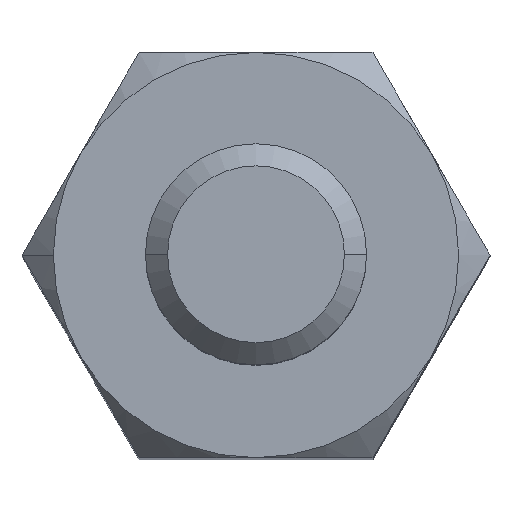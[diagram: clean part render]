
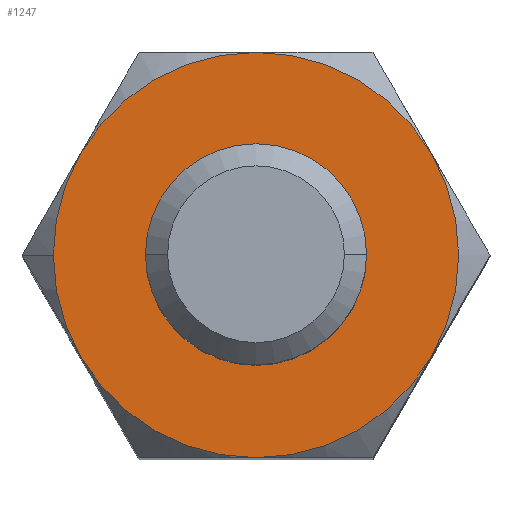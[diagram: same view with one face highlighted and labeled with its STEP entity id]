
A CAD part, top view. The second image highlights one B-rep face of the part: STEP entity #1247.
In plain terms, the highlighted planar face has unit normal (0, 0, 1).
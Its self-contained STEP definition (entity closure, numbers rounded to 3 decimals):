
#28 = EDGE_CURVE ( 'NONE', #82, #412, #49, .T. ) ;
#49 = CIRCLE ( 'NONE', #1107, 2.75 ) ;
#64 = CIRCLE ( 'NONE', #836, 2.75 ) ;
#70 = EDGE_CURVE ( 'NONE', #454, #82, #1219, .T. ) ;
#82 = VERTEX_POINT ( 'NONE', #602 ) ;
#103 = EDGE_CURVE ( 'NONE', #234, #454, #1126, .T. ) ;
#112 = DIRECTION ( 'NONE',  ( -1., 0., 0. ) ) ;
#138 = AXIS2_PLACEMENT_3D ( 'NONE', #649, #1080, #1072 ) ;
#143 = CARTESIAN_POINT ( 'NONE',  ( -2.382, 1.375, 0. ) ) ;
#151 = DIRECTION ( 'NONE',  ( -1., 0., 0. ) ) ;
#160 = ORIENTED_EDGE ( 'NONE', *, *, #354, .T. ) ;
#161 = DIRECTION ( 'NONE',  ( -1., 0., 0. ) ) ;
#216 = CARTESIAN_POINT ( 'NONE',  ( -1.3, 0., 0. ) ) ;
#219 = ORIENTED_EDGE ( 'NONE', *, *, #721, .T. ) ;
#234 = VERTEX_POINT ( 'NONE', #143 ) ;
#242 = AXIS2_PLACEMENT_3D ( 'NONE', #1312, #634, #1066 ) ;
#256 = CIRCLE ( 'NONE', #138, 2.75 ) ;
#275 = VERTEX_POINT ( 'NONE', #216 ) ;
#323 = DIRECTION ( 'NONE',  ( 1., 0., 0. ) ) ;
#336 = AXIS2_PLACEMENT_3D ( 'NONE', #386, #1128, #1133 ) ;
#354 = EDGE_CURVE ( 'NONE', #1021, #234, #64, .T. ) ;
#380 = EDGE_LOOP ( 'NONE', ( #844, #722, #886, #219, #416, #986, #160 ) ) ;
#386 = CARTESIAN_POINT ( 'NONE',  ( 0., 0., 0. ) ) ;
#412 = VERTEX_POINT ( 'NONE', #1082 ) ;
#416 = ORIENTED_EDGE ( 'NONE', *, *, #588, .T. ) ;
#454 = VERTEX_POINT ( 'NONE', #728 ) ;
#472 = DIRECTION ( 'NONE',  ( -1., 0., 0. ) ) ;
#493 = DIRECTION ( 'NONE',  ( 0., 0., 1. ) ) ;
#501 = EDGE_LOOP ( 'NONE', ( #922, #1362 ) ) ;
#518 = AXIS2_PLACEMENT_3D ( 'NONE', #1364, #493, #826 ) ;
#551 = VERTEX_POINT ( 'NONE', #934 ) ;
#588 = EDGE_CURVE ( 'NONE', #551, #1286, #256, .T. ) ;
#594 = PLANE ( 'NONE',  #336 ) ;
#602 = CARTESIAN_POINT ( 'NONE',  ( -2.382, -1.375, 0. ) ) ;
#616 = DIRECTION ( 'NONE',  ( 0., 0., -1. ) ) ;
#634 = DIRECTION ( 'NONE',  ( 0., 0., 1. ) ) ;
#647 = CARTESIAN_POINT ( 'NONE',  ( 0., 2.75, 0. ) ) ;
#649 = CARTESIAN_POINT ( 'NONE',  ( 0., 0., 0. ) ) ;
#674 = CIRCLE ( 'NONE', #242, 2.75 ) ;
#698 = CARTESIAN_POINT ( 'NONE',  ( 0., 0., 0. ) ) ;
#713 = DIRECTION ( 'NONE',  ( 0., 0., 1. ) ) ;
#714 = AXIS2_PLACEMENT_3D ( 'NONE', #698, #912, #472 ) ;
#721 = EDGE_CURVE ( 'NONE', #412, #551, #674, .T. ) ;
#722 = ORIENTED_EDGE ( 'NONE', *, *, #70, .T. ) ;
#728 = CARTESIAN_POINT ( 'NONE',  ( -2.75, 0., 0. ) ) ;
#739 = AXIS2_PLACEMENT_3D ( 'NONE', #1255, #616, #161 ) ;
#812 = CARTESIAN_POINT ( 'NONE',  ( 2.382, 1.375, 0. ) ) ;
#824 = EDGE_CURVE ( 'NONE', #1286, #1021, #894, .T. ) ;
#826 = DIRECTION ( 'NONE',  ( -1., 0., 0. ) ) ;
#836 = AXIS2_PLACEMENT_3D ( 'NONE', #968, #1397, #323 ) ;
#844 = ORIENTED_EDGE ( 'NONE', *, *, #103, .T. ) ;
#867 = DIRECTION ( 'NONE',  ( 0., 0., -1. ) ) ;
#886 = ORIENTED_EDGE ( 'NONE', *, *, #28, .T. ) ;
#894 = CIRCLE ( 'NONE', #714, 2.75 ) ;
#912 = DIRECTION ( 'NONE',  ( 0., 0., 1. ) ) ;
#913 = CIRCLE ( 'NONE', #739, 1.3 ) ;
#922 = ORIENTED_EDGE ( 'NONE', *, *, #990, .T. ) ;
#934 = CARTESIAN_POINT ( 'NONE',  ( 2.382, -1.375, 0. ) ) ;
#968 = CARTESIAN_POINT ( 'NONE',  ( 0., 0., 0. ) ) ;
#986 = ORIENTED_EDGE ( 'NONE', *, *, #824, .T. ) ;
#990 = EDGE_CURVE ( 'NONE', #275, #1131, #1058, .T. ) ;
#994 = AXIS2_PLACEMENT_3D ( 'NONE', #1175, #867, #112 ) ;
#1021 = VERTEX_POINT ( 'NONE', #647 ) ;
#1023 = FACE_BOUND ( 'NONE', #501, .T. ) ;
#1058 = CIRCLE ( 'NONE', #994, 1.3 ) ;
#1066 = DIRECTION ( 'NONE',  ( -1., 0., 0. ) ) ;
#1072 = DIRECTION ( 'NONE',  ( -1., 0., 0. ) ) ;
#1080 = DIRECTION ( 'NONE',  ( 0., 0., 1. ) ) ;
#1082 = CARTESIAN_POINT ( 'NONE',  ( 0., -2.75, 0. ) ) ;
#1090 = AXIS2_PLACEMENT_3D ( 'NONE', #1122, #713, #1242 ) ;
#1107 = AXIS2_PLACEMENT_3D ( 'NONE', #1330, #1116, #151 ) ;
#1116 = DIRECTION ( 'NONE',  ( 0., 0., 1. ) ) ;
#1122 = CARTESIAN_POINT ( 'NONE',  ( 0., 0., 0. ) ) ;
#1126 = CIRCLE ( 'NONE', #518, 2.75 ) ;
#1128 = DIRECTION ( 'NONE',  ( 0., 0., -1. ) ) ;
#1131 = VERTEX_POINT ( 'NONE', #1316 ) ;
#1133 = DIRECTION ( 'NONE',  ( 0., -1., 0. ) ) ;
#1154 = FACE_OUTER_BOUND ( 'NONE', #380, .T. ) ;
#1175 = CARTESIAN_POINT ( 'NONE',  ( 0., 0., 0. ) ) ;
#1219 = CIRCLE ( 'NONE', #1090, 2.75 ) ;
#1242 = DIRECTION ( 'NONE',  ( -1., 0., 0. ) ) ;
#1247 = ADVANCED_FACE ( 'NONE', ( #1023, #1154 ), #594, .F. ) ;
#1255 = CARTESIAN_POINT ( 'NONE',  ( 0., 0., 0. ) ) ;
#1286 = VERTEX_POINT ( 'NONE', #812 ) ;
#1312 = CARTESIAN_POINT ( 'NONE',  ( 0., 0., 0. ) ) ;
#1316 = CARTESIAN_POINT ( 'NONE',  ( 1.3, 0., 0. ) ) ;
#1323 = EDGE_CURVE ( 'NONE', #1131, #275, #913, .T. ) ;
#1330 = CARTESIAN_POINT ( 'NONE',  ( 0., 0., 0. ) ) ;
#1362 = ORIENTED_EDGE ( 'NONE', *, *, #1323, .T. ) ;
#1364 = CARTESIAN_POINT ( 'NONE',  ( 0., 0., 0. ) ) ;
#1397 = DIRECTION ( 'NONE',  ( 0., 0., 1. ) ) ;
